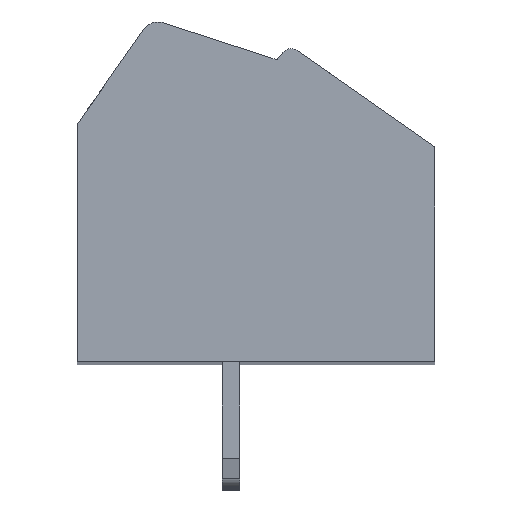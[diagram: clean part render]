
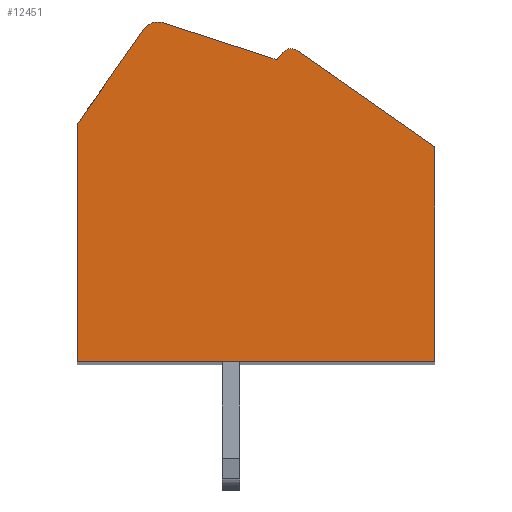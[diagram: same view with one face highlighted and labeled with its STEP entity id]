
A CAD part, top view. The second image highlights one B-rep face of the part: STEP entity #12451.
In plain terms, the highlighted planar face has unit normal (0, 0, 1).
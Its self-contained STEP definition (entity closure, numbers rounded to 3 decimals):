
#1077=DIRECTION('',(-0.951,0.309,0.));
#1078=VECTOR('',#1077,3.333);
#1079=CARTESIAN_POINT('',(0.588,3.695,1.75));
#1080=LINE('',#1079,#1078);
#1081=DIRECTION('',(-0.638,-0.77,0.));
#1082=VECTOR('',#1081,0.262);
#1083=CARTESIAN_POINT('',(0.755,3.897,1.75));
#1084=LINE('',#1083,#1082);
#1085=CARTESIAN_POINT('',(0.986,3.706,1.75));
#1086=DIRECTION('',(0.,0.,1.));
#1087=DIRECTION('',(0.574,0.819,0.));
#1088=AXIS2_PLACEMENT_3D('',#1085,#1086,#1087);
#1090=DIRECTION('',(-0.819,0.574,0.));
#1091=VECTOR('',#1090,4.691);
#1092=CARTESIAN_POINT('',(5.,1.261,1.75));
#1093=LINE('',#1092,#1091);
#1094=DIRECTION('',(0.,1.,0.));
#1095=VECTOR('',#1094,6.011);
#1096=CARTESIAN_POINT('',(5.,-4.75,1.75));
#1097=LINE('',#1096,#1095);
#1098=DIRECTION('',(1.,0.,0.));
#1099=VECTOR('',#1098,10.);
#1100=CARTESIAN_POINT('',(-5.,-4.75,1.75));
#1101=LINE('',#1100,#1099);
#1102=DIRECTION('',(0.,-1.,0.));
#1103=VECTOR('',#1102,6.64);
#1104=CARTESIAN_POINT('',(-5.,1.89,1.75));
#1105=LINE('',#1104,#1103);
#1106=DIRECTION('',(-0.574,-0.819,0.));
#1107=VECTOR('',#1106,3.231);
#1108=CARTESIAN_POINT('',(-3.147,4.537,1.75));
#1109=LINE('',#1108,#1107);
#1110=CARTESIAN_POINT('',(-2.737,4.25,1.75));
#1111=DIRECTION('',(0.,0.,1.));
#1112=DIRECTION('',(0.309,0.951,0.));
#1113=AXIS2_PLACEMENT_3D('',#1110,#1111,#1112);
#8903=CARTESIAN_POINT('',(0.588,3.695,1.75));
#8904=CARTESIAN_POINT('',(-2.583,4.726,1.75));
#8905=VERTEX_POINT('',#8903);
#8906=VERTEX_POINT('',#8904);
#8907=CARTESIAN_POINT('',(-3.147,4.537,1.75));
#8908=VERTEX_POINT('',#8907);
#8909=CARTESIAN_POINT('',(-5.,1.89,1.75));
#8910=VERTEX_POINT('',#8909);
#8911=CARTESIAN_POINT('',(-5.,-4.75,1.75));
#8912=VERTEX_POINT('',#8911);
#8913=CARTESIAN_POINT('',(5.,-4.75,1.75));
#8914=VERTEX_POINT('',#8913);
#8915=CARTESIAN_POINT('',(5.,1.261,1.75));
#8916=VERTEX_POINT('',#8915);
#8917=CARTESIAN_POINT('',(1.158,3.951,1.75));
#8918=VERTEX_POINT('',#8917);
#8919=CARTESIAN_POINT('',(0.755,3.897,1.75));
#8920=VERTEX_POINT('',#8919);
#12435=CARTESIAN_POINT('',(0.,0.,1.75));
#12436=DIRECTION('',(0.,0.,1.));
#12437=DIRECTION('',(1.,0.,0.));
#12438=AXIS2_PLACEMENT_3D('',#12435,#12436,#12437);
#12439=PLANE('',#12438);
#12440=ORIENTED_EDGE('',*,*,#11627,.F.);
#12441=ORIENTED_EDGE('',*,*,#11642,.F.);
#12442=ORIENTED_EDGE('',*,*,#11656,.F.);
#12443=ORIENTED_EDGE('',*,*,#11670,.F.);
#12444=ORIENTED_EDGE('',*,*,#11834,.F.);
#12445=ORIENTED_EDGE('',*,*,#11998,.F.);
#12446=ORIENTED_EDGE('',*,*,#12162,.F.);
#12447=ORIENTED_EDGE('',*,*,#12326,.F.);
#12448=ORIENTED_EDGE('',*,*,#12429,.F.);
#12449=EDGE_LOOP('',(#12440,#12441,#12442,#12443,#12444,#12445,#12446,#12447,
#12448));
#12450=FACE_OUTER_BOUND('',#12449,.F.);
#1089=CIRCLE('',#1088,0.3);
#1114=CIRCLE('',#1113,0.5);
#11627=EDGE_CURVE('',#8905,#8906,#1080,.T.);
#11642=EDGE_CURVE('',#8920,#8905,#1084,.T.);
#11656=EDGE_CURVE('',#8918,#8920,#1089,.T.);
#11670=EDGE_CURVE('',#8916,#8918,#1093,.T.);
#11834=EDGE_CURVE('',#8914,#8916,#1097,.T.);
#11998=EDGE_CURVE('',#8912,#8914,#1101,.T.);
#12162=EDGE_CURVE('',#8910,#8912,#1105,.T.);
#12326=EDGE_CURVE('',#8908,#8910,#1109,.T.);
#12429=EDGE_CURVE('',#8906,#8908,#1114,.T.);
#12451=ADVANCED_FACE('',(#12450),#12439,.T.);
